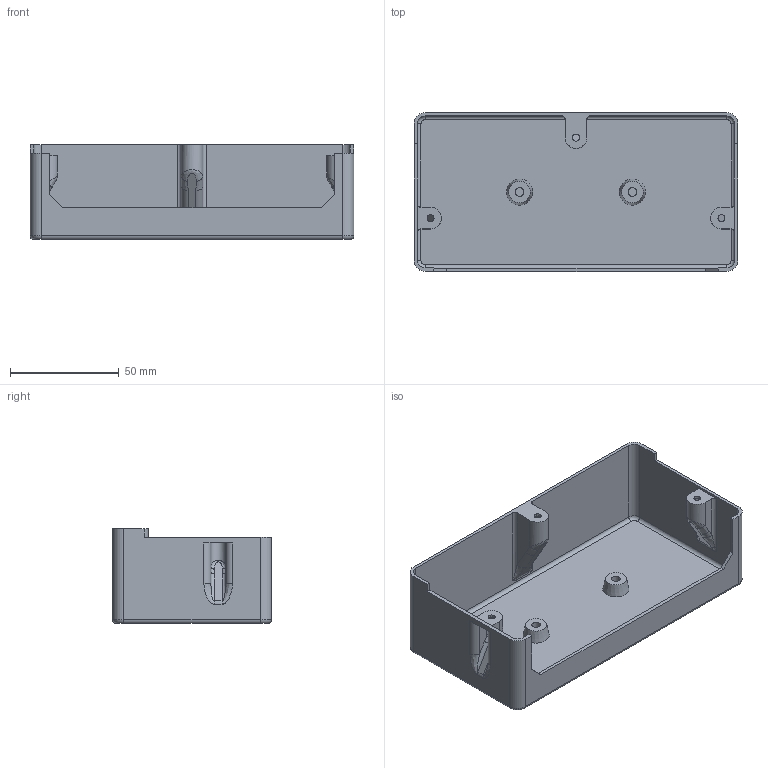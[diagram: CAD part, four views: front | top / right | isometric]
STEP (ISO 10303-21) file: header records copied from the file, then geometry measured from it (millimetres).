
FILE_DESCRIPTION(/* description */ (''),/* implementation_level */ '2;1');
FILE_NAME(/* name */ '',/* time_stamp */ '2024-10-03T20:15:26+03:00',/* author */ (''),/* organization */ (''),/* preprocessor_version */ 'ST-DEVELOPER v20',/* originating_system */ 'Autodesk Translation Framework v13.14.0.145',/* authorisation */ '');
FILE_SCHEMA (('AUTOMOTIVE_DESIGN { 1 0 10303 214 3 1 1 }'));
Length unit declared in the file: millimetre
Products named in the file (1): Задняя панель 
для Mellow CAN
Bounding box: 149.2 x 73.2 x 43.6 mm (x, y, z)
Volume: 42978.8 mm3; surface area: 53117.1 mm2
Topology: 1 solids, 1 shells, 183 faces, 458 edges, 280 vertices
Faces by surface type: plane 80, cylinder 57, bspline 36, torus 8, cone 2
Full cylindrical faces by diameter (mm): 3.2 x3, 4 x2
Entity records: 10945 total; most frequent: CARTESIAN_POINT 6725, ORIENTED_EDGE 910, DIRECTION 835, EDGE_CURVE 455, AXIS2_PLACEMENT_3D 289, VERTEX_POINT 280, LINE 257, VECTOR 257
